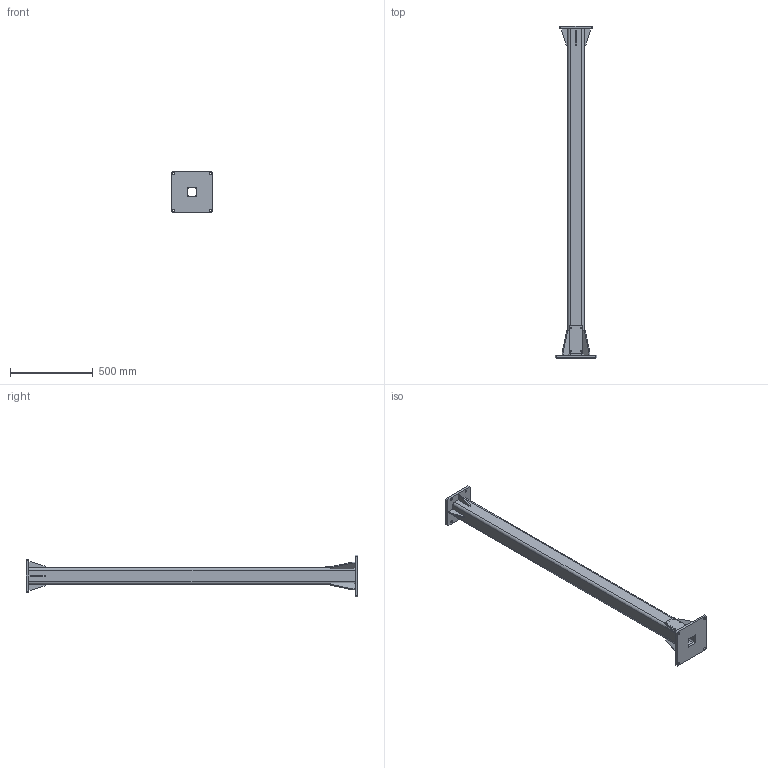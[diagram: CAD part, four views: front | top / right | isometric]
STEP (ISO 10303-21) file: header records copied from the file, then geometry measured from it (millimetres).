
FILE_DESCRIPTION (( 'STEP AP214' ), '1' );
FILE_NAME ('49610004.STEP', '2022-04-25T12:23:01', ( 'Ifina' ), ( 'Ifina' ), 'SwSTEP 2.0', 'SolidWorks 2020', '' );
FILE_SCHEMA (( 'AUTOMOTIVE_DESIGN' ));
Length unit declared in the file: millimetre
Products named in the file (1): 49610004
Bounding box: 250 x 2000 x 250 mm (x, y, z)
Surface area: 1713914.7 mm2 (no closed solid volume)
Topology: 0 solids, 22 shells, 116 faces, 413 edges, 300 vertices
Faces by surface type: plane 83, cylinder 25, cone 6, torus 2
Full cylindrical faces by diameter (mm): 4.2 x2, 10 x4, 13 x4, 15 x4, 58 x1
Entity records: 5730 total; most frequent: CARTESIAN_POINT 1013, DIRECTION 694, ORIENTED_EDGE 584, EDGE_CURVE 388, VERTEX_POINT 296, LINE 260, VECTOR 260, AXIS2_PLACEMENT_3D 217
